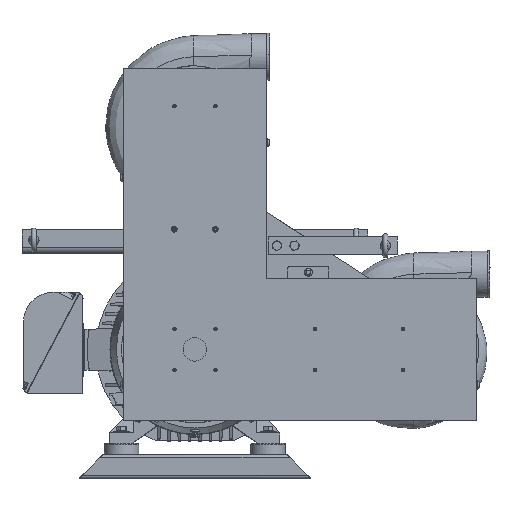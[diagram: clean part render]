
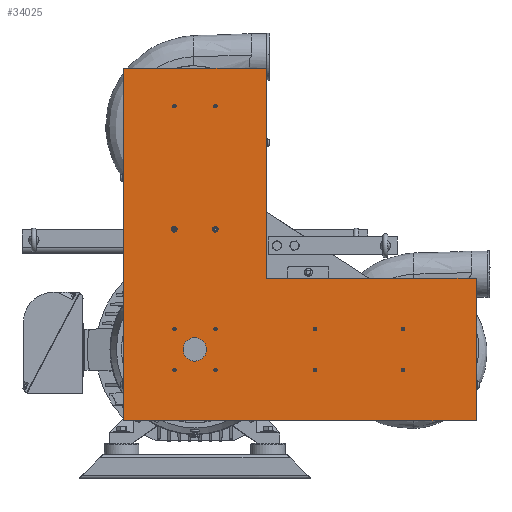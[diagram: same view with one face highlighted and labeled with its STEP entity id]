
A CAD part, top view. The second image highlights one B-rep face of the part: STEP entity #34025.
In plain terms, the highlighted planar face has unit normal (0, 0, 1).
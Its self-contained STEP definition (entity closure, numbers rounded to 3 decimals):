
#1770=LINE('',#65843,#3648);
#1772=LINE('',#65849,#3650);
#1777=LINE('',#65865,#3655);
#1805=LINE('',#65932,#3683);
#1827=LINE('',#67745,#3705);
#1828=LINE('',#67746,#3706);
#3648=VECTOR('',#42996,0.394);
#3650=VECTOR('',#43002,0.394);
#3655=VECTOR('',#43019,0.394);
#3683=VECTOR('',#43077,0.394);
#3705=VECTOR('',#43177,0.394);
#3706=VECTOR('',#43178,0.394);
#6423=PLANE('',#36920);
#7219=FACE_BOUND('',#10538,.T.);
#7220=FACE_BOUND('',#10539,.T.);
#7221=FACE_BOUND('',#10540,.T.);
#7222=FACE_BOUND('',#10541,.T.);
#7223=FACE_BOUND('',#10542,.T.);
#7224=FACE_BOUND('',#10543,.T.);
#7225=FACE_BOUND('',#10544,.T.);
#7226=FACE_BOUND('',#10545,.T.);
#7227=FACE_BOUND('',#10546,.T.);
#7228=FACE_BOUND('',#10547,.T.);
#7229=FACE_BOUND('',#10548,.T.);
#7230=FACE_BOUND('',#10549,.T.);
#7231=FACE_BOUND('',#10550,.T.);
#8248=FACE_OUTER_BOUND('',#10537,.T.);
#10537=EDGE_LOOP('',(#26185,#26186,#26187,#26188,#26189,#26190));
#10538=EDGE_LOOP('',(#26191));
#10539=EDGE_LOOP('',(#26192));
#10540=EDGE_LOOP('',(#26193));
#10541=EDGE_LOOP('',(#26194));
#10542=EDGE_LOOP('',(#26195));
#10543=EDGE_LOOP('',(#26196));
#10544=EDGE_LOOP('',(#26197));
#10545=EDGE_LOOP('',(#26198));
#10546=EDGE_LOOP('',(#26199));
#10547=EDGE_LOOP('',(#26200));
#10548=EDGE_LOOP('',(#26201));
#10549=EDGE_LOOP('',(#26202));
#10550=EDGE_LOOP('',(#26203));
#12881=CIRCLE('',#36921,0.15);
#12882=CIRCLE('',#36922,0.15);
#12883=CIRCLE('',#36923,0.236);
#12884=CIRCLE('',#36924,0.236);
#12885=CIRCLE('',#36925,0.15);
#12886=CIRCLE('',#36926,0.15);
#12887=CIRCLE('',#36927,0.15);
#12888=CIRCLE('',#36928,1.);
#12889=CIRCLE('',#36929,0.15);
#12890=CIRCLE('',#36930,0.15);
#12891=CIRCLE('',#36931,0.15);
#12892=CIRCLE('',#36932,0.15);
#12893=CIRCLE('',#36933,0.15);
#15334=VERTEX_POINT('',#65840);
#15335=VERTEX_POINT('',#65842);
#15337=VERTEX_POINT('',#65848);
#15342=VERTEX_POINT('',#65864);
#15366=VERTEX_POINT('',#65930);
#15401=VERTEX_POINT('',#67744);
#15402=VERTEX_POINT('',#67747);
#15403=VERTEX_POINT('',#67749);
#15404=VERTEX_POINT('',#67751);
#15405=VERTEX_POINT('',#67753);
#15406=VERTEX_POINT('',#67755);
#15407=VERTEX_POINT('',#67757);
#15408=VERTEX_POINT('',#67759);
#15409=VERTEX_POINT('',#67761);
#15410=VERTEX_POINT('',#67763);
#15411=VERTEX_POINT('',#67765);
#15412=VERTEX_POINT('',#67767);
#15413=VERTEX_POINT('',#67769);
#15414=VERTEX_POINT('',#67771);
#19359=EDGE_CURVE('',#15335,#15334,#1770,.T.);
#19362=EDGE_CURVE('',#15335,#15337,#1772,.T.);
#19371=EDGE_CURVE('',#15337,#15342,#1777,.T.);
#19405=EDGE_CURVE('',#15366,#15334,#1805,.T.);
#19453=EDGE_CURVE('',#15401,#15366,#1827,.T.);
#19454=EDGE_CURVE('',#15342,#15401,#1828,.T.);
#19455=EDGE_CURVE('',#15402,#15402,#12881,.T.);
#19456=EDGE_CURVE('',#15403,#15403,#12882,.T.);
#19457=EDGE_CURVE('',#15404,#15404,#12883,.T.);
#19458=EDGE_CURVE('',#15405,#15405,#12884,.T.);
#19459=EDGE_CURVE('',#15406,#15406,#12885,.T.);
#19460=EDGE_CURVE('',#15407,#15407,#12886,.T.);
#19461=EDGE_CURVE('',#15408,#15408,#12887,.T.);
#19462=EDGE_CURVE('',#15409,#15409,#12888,.T.);
#19463=EDGE_CURVE('',#15410,#15410,#12889,.T.);
#19464=EDGE_CURVE('',#15411,#15411,#12890,.T.);
#19465=EDGE_CURVE('',#15412,#15412,#12891,.T.);
#19466=EDGE_CURVE('',#15413,#15413,#12892,.T.);
#19467=EDGE_CURVE('',#15414,#15414,#12893,.T.);
#26185=ORIENTED_EDGE('',*,*,#19405,.F.);
#26186=ORIENTED_EDGE('',*,*,#19453,.F.);
#26187=ORIENTED_EDGE('',*,*,#19454,.F.);
#26188=ORIENTED_EDGE('',*,*,#19371,.F.);
#26189=ORIENTED_EDGE('',*,*,#19362,.F.);
#26190=ORIENTED_EDGE('',*,*,#19359,.T.);
#26191=ORIENTED_EDGE('',*,*,#19455,.T.);
#26192=ORIENTED_EDGE('',*,*,#19456,.T.);
#26193=ORIENTED_EDGE('',*,*,#19457,.T.);
#26194=ORIENTED_EDGE('',*,*,#19458,.T.);
#26195=ORIENTED_EDGE('',*,*,#19459,.T.);
#26196=ORIENTED_EDGE('',*,*,#19460,.T.);
#26197=ORIENTED_EDGE('',*,*,#19461,.T.);
#26198=ORIENTED_EDGE('',*,*,#19462,.T.);
#26199=ORIENTED_EDGE('',*,*,#19463,.T.);
#26200=ORIENTED_EDGE('',*,*,#19464,.T.);
#26201=ORIENTED_EDGE('',*,*,#19465,.T.);
#26202=ORIENTED_EDGE('',*,*,#19466,.T.);
#26203=ORIENTED_EDGE('',*,*,#19467,.T.);
#34025=ADVANCED_FACE('',(#8248,#7219,#7220,#7221,#7222,#7223,#7224,#7225,
#7226,#7227,#7228,#7229,#7230,#7231),#6423,.T.);
#36920=AXIS2_PLACEMENT_3D('',#67743,#43175,#43176);
#36921=AXIS2_PLACEMENT_3D('',#67748,#43179,#43180);
#36922=AXIS2_PLACEMENT_3D('',#67750,#43181,#43182);
#36923=AXIS2_PLACEMENT_3D('',#67752,#43183,#43184);
#36924=AXIS2_PLACEMENT_3D('',#67754,#43185,#43186);
#36925=AXIS2_PLACEMENT_3D('',#67756,#43187,#43188);
#36926=AXIS2_PLACEMENT_3D('',#67758,#43189,#43190);
#36927=AXIS2_PLACEMENT_3D('',#67760,#43191,#43192);
#36928=AXIS2_PLACEMENT_3D('',#67762,#43193,#43194);
#36929=AXIS2_PLACEMENT_3D('',#67764,#43195,#43196);
#36930=AXIS2_PLACEMENT_3D('',#67766,#43197,#43198);
#36931=AXIS2_PLACEMENT_3D('',#67768,#43199,#43200);
#36932=AXIS2_PLACEMENT_3D('',#67770,#43201,#43202);
#36933=AXIS2_PLACEMENT_3D('',#67772,#43203,#43204);
#42996=DIRECTION('',(0.,1.,0.));
#43002=DIRECTION('',(-1.,0.,0.));
#43019=DIRECTION('',(0.,1.,0.));
#43077=DIRECTION('',(1.,0.,0.));
#43175=DIRECTION('center_axis',(0.,0.,1.));
#43176=DIRECTION('ref_axis',(1.,0.,0.));
#43177=DIRECTION('',(0.,-1.,0.));
#43178=DIRECTION('',(1.,0.,0.));
#43179=DIRECTION('center_axis',(0.,0.,
-1.));
#43180=DIRECTION('ref_axis',(1.,0.,0.));
#43181=DIRECTION('center_axis',(0.,0.,
-1.));
#43182=DIRECTION('ref_axis',(1.,0.,0.));
#43183=DIRECTION('center_axis',(0.,0.,
-1.));
#43184=DIRECTION('ref_axis',(-1.,0.,0.));
#43185=DIRECTION('center_axis',(0.,0.,
-1.));
#43186=DIRECTION('ref_axis',(-1.,0.,0.));
#43187=DIRECTION('center_axis',(0.,0.,
-1.));
#43188=DIRECTION('ref_axis',(1.,0.,0.));
#43189=DIRECTION('center_axis',(0.,0.,
-1.));
#43190=DIRECTION('ref_axis',(1.,0.,0.));
#43191=DIRECTION('center_axis',(0.,0.,
-1.));
#43192=DIRECTION('ref_axis',(1.,0.,0.));
#43193=DIRECTION('center_axis',(0.,0.,
-1.));
#43194=DIRECTION('ref_axis',(1.,0.,0.));
#43195=DIRECTION('center_axis',(0.,0.,
-1.));
#43196=DIRECTION('ref_axis',(1.,0.,0.));
#43197=DIRECTION('center_axis',(0.,0.,
-1.));
#43198=DIRECTION('ref_axis',(1.,0.,0.));
#43199=DIRECTION('center_axis',(0.,0.,
-1.));
#43200=DIRECTION('ref_axis',(1.,0.,0.));
#43201=DIRECTION('center_axis',(0.,0.,
-1.));
#43202=DIRECTION('ref_axis',(1.,0.,0.));
#43203=DIRECTION('center_axis',(0.,0.,
-1.));
#43204=DIRECTION('ref_axis',(1.,0.,0.));
#65840=CARTESIAN_POINT('',(47.461,17.059,0.));
#65842=CARTESIAN_POINT('',(47.461,4.879,0.));
#65843=CARTESIAN_POINT('',(47.461,4.879,0.));
#65848=CARTESIAN_POINT('',(17.381,4.879,0.));
#65849=CARTESIAN_POINT('',(47.461,4.879,0.));
#65864=CARTESIAN_POINT('',(17.381,34.959,0.));
#65865=CARTESIAN_POINT('',(17.381,4.879,0.));
#65930=CARTESIAN_POINT('',(29.561,17.059,0.));
#65932=CARTESIAN_POINT('',(29.561,17.059,0.));
#67743=CARTESIAN_POINT('Origin',(23.477,23.517,0.));
#67744=CARTESIAN_POINT('',(29.561,34.959,0.));
#67745=CARTESIAN_POINT('',(29.561,34.959,0.));
#67746=CARTESIAN_POINT('',(17.381,34.959,0.));
#67747=CARTESIAN_POINT('',(21.87,12.719,0.));
#67748=CARTESIAN_POINT('Origin',(21.721,12.719,0.));
#67749=CARTESIAN_POINT('',(25.37,31.719,0.));
#67750=CARTESIAN_POINT('Origin',(25.221,31.719,0.));
#67751=CARTESIAN_POINT('',(24.985,21.219,0.));
#67752=CARTESIAN_POINT('Origin',(25.221,21.219,0.));
#67753=CARTESIAN_POINT('',(21.485,21.219,0.));
#67754=CARTESIAN_POINT('Origin',(21.721,21.219,0.));
#67755=CARTESIAN_POINT('',(21.87,31.719,0.));
#67756=CARTESIAN_POINT('Origin',(21.721,31.719,0.));
#67757=CARTESIAN_POINT('',(25.37,12.719,0.));
#67758=CARTESIAN_POINT('Origin',(25.221,12.719,0.));
#67759=CARTESIAN_POINT('',(21.87,9.219,0.));
#67760=CARTESIAN_POINT('Origin',(21.721,9.219,0.));
#67761=CARTESIAN_POINT('',(24.471,10.969,0.));
#67762=CARTESIAN_POINT('Origin',(23.471,10.969,0.));
#67763=CARTESIAN_POINT('',(33.87,9.219,0.));
#67764=CARTESIAN_POINT('Origin',(33.721,9.219,0.));
#67765=CARTESIAN_POINT('',(25.37,9.219,0.));
#67766=CARTESIAN_POINT('Origin',(25.221,9.219,0.));
#67767=CARTESIAN_POINT('',(41.37,9.219,0.));
#67768=CARTESIAN_POINT('Origin',(41.221,9.219,0.));
#67769=CARTESIAN_POINT('',(41.37,12.719,0.));
#67770=CARTESIAN_POINT('Origin',(41.221,12.719,0.));
#67771=CARTESIAN_POINT('',(33.87,12.719,0.));
#67772=CARTESIAN_POINT('Origin',(33.721,12.719,0.));
